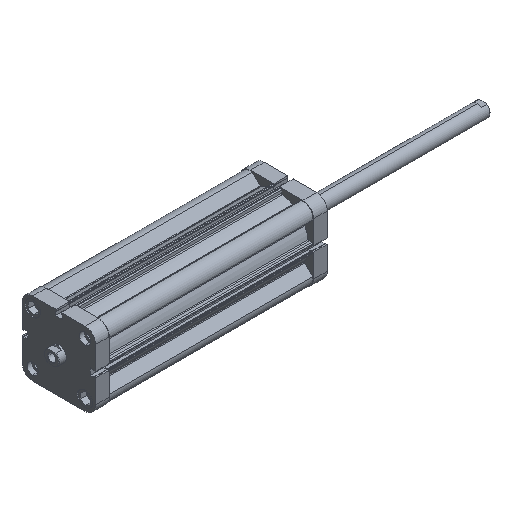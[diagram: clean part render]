
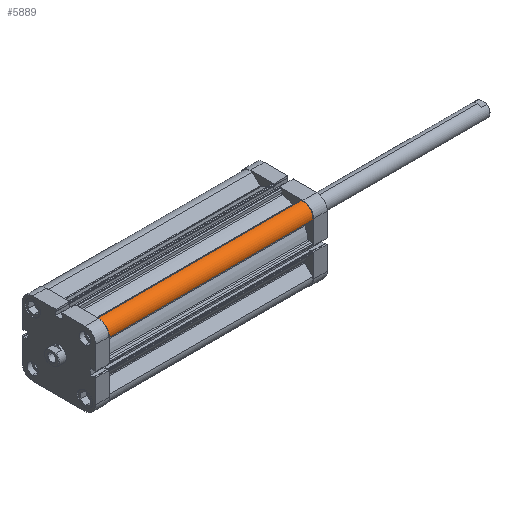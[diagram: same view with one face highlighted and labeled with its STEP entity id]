
A CAD part, isometric view. The second image highlights one B-rep face of the part: STEP entity #5889.
In plain terms, the highlighted cylindrical face has radius 10.75 mm (diameter 21.5 mm), a partial arc.
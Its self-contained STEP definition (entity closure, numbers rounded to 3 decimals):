
#42 = CIRCLE ( 'NONE', #4186, 10.75 ) ;
#228 = CIRCLE ( 'NONE', #4234, 10.75 ) ;
#472 = CYLINDRICAL_SURFACE ( 'NONE', #4325, 10.75 ) ;
#475 = FACE_OUTER_BOUND ( 'NONE', #7394, .T. ) ;
#499 = CARTESIAN_POINT ( 'NONE',  ( 38.853, -26.479, 220.5 ) ) ;
#618 = VERTEX_POINT ( 'NONE', #735 ) ;
#620 = CARTESIAN_POINT ( 'NONE',  ( 26.479, -38.853, 220.5 ) ) ;
#626 = VERTEX_POINT ( 'NONE', #733 ) ;
#733 = CARTESIAN_POINT ( 'NONE',  ( 38.853, -26.479, 0. ) ) ;
#735 = CARTESIAN_POINT ( 'NONE',  ( 26.479, -38.853, 0. ) ) ;
#905 = LINE ( 'NONE', #2390, #913 ) ;
#913 = VECTOR ( 'NONE', #2391, 1000. ) ;
#935 = LINE ( 'NONE', #2404, #936 ) ;
#936 = VECTOR ( 'NONE', #2405, 1000. ) ;
#1118 = CARTESIAN_POINT ( 'NONE',  ( 28.25, -28.25, 220.5 ) ) ;
#1120 = DIRECTION ( 'NONE',  ( 0., 0., 1. ) ) ;
#1121 = DIRECTION ( 'NONE',  ( -1., 0., 0. ) ) ;
#1375 = CARTESIAN_POINT ( 'NONE',  ( 28.25, -28.25, 0. ) ) ;
#1383 = DIRECTION ( 'NONE',  ( 0., 0., 1. ) ) ;
#1384 = DIRECTION ( 'NONE',  ( -1., 0., 0. ) ) ;
#1678 = DIRECTION ( 'NONE',  ( 0., 0., -1. ) ) ;
#1681 = DIRECTION ( 'NONE',  ( -1., 0., 0. ) ) ;
#1686 = CARTESIAN_POINT ( 'NONE',  ( 28.25, -28.25, 220.5 ) ) ;
#2390 = CARTESIAN_POINT ( 'NONE',  ( 26.479, -38.853, 220.5 ) ) ;
#2391 = DIRECTION ( 'NONE',  ( 0., 0., -1. ) ) ;
#2404 = CARTESIAN_POINT ( 'NONE',  ( 38.853, -26.479, 220.5 ) ) ;
#2405 = DIRECTION ( 'NONE',  ( 0., 0., -1. ) ) ;
#2731 = VERTEX_POINT ( 'NONE', #620 ) ;
#2754 = VERTEX_POINT ( 'NONE', #499 ) ;
#3702 = EDGE_CURVE ( 'NONE', #2731, #2754, #42, .T. ) ;
#3809 = EDGE_CURVE ( 'NONE', #618, #626, #228, .T. ) ;
#4186 = AXIS2_PLACEMENT_3D ( 'NONE', #1118, #1120, #1121 ) ;
#4234 = AXIS2_PLACEMENT_3D ( 'NONE', #1375, #1383, #1384 ) ;
#4325 = AXIS2_PLACEMENT_3D ( 'NONE', #1686, #1678, #1681 ) ;
#4881 = ORIENTED_EDGE ( 'NONE', *, *, #3809, .T. ) ;
#4882 = ORIENTED_EDGE ( 'NONE', *, *, #6090, .F. ) ;
#4883 = ORIENTED_EDGE ( 'NONE', *, *, #3702, .F. ) ;
#4884 = ORIENTED_EDGE ( 'NONE', *, *, #6083, .T. ) ;
#5889 = ADVANCED_FACE ( 'NONE', ( #475 ), #472, .T. ) ;
#6083 = EDGE_CURVE ( 'NONE', #2731, #618, #905, .T. ) ;
#6090 = EDGE_CURVE ( 'NONE', #2754, #626, #935, .T. ) ;
#7394 = EDGE_LOOP ( 'NONE', ( #4881, #4882, #4883, #4884 ) ) ;
